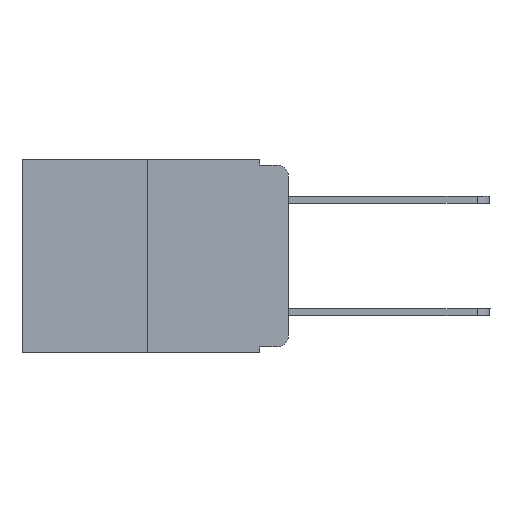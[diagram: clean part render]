
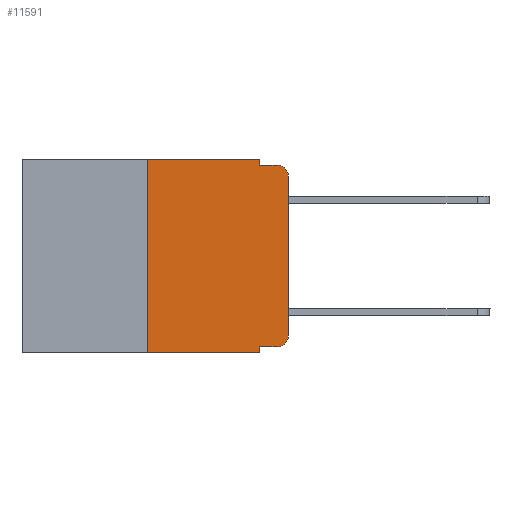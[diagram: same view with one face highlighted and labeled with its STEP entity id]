
A CAD part, left-side view. The second image highlights one B-rep face of the part: STEP entity #11591.
In plain terms, the highlighted planar face has unit normal (-1, 0, 0).
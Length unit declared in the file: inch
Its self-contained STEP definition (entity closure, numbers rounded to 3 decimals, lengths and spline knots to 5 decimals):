
#18 = CARTESIAN_POINT ( 'NONE',  ( 0., 0.051, 0. ) ) ;
#80 = CARTESIAN_POINT ( 'NONE',  ( 0., 0.051, -0.343 ) ) ;
#271 = CARTESIAN_POINT ( 'NONE',  ( 0., 0.051, 0. ) ) ;
#644 = ORIENTED_EDGE ( 'NONE', *, *, #5133, .F. ) ;
#646 = AXIS2_PLACEMENT_3D ( 'NONE', #683, #4714, #7228 ) ;
#683 = CARTESIAN_POINT ( 'NONE',  ( 0., 0.473, 0. ) ) ;
#770 = CARTESIAN_POINT ( 'NONE',  ( 0., 0., -0.03 ) ) ;
#795 = CARTESIAN_POINT ( 'NONE',  ( 0., 0.051, -0.333 ) ) ;
#1030 = CARTESIAN_POINT ( 'NONE',  ( 0., 0.473, -0.343 ) ) ;
#1114 = DIRECTION ( 'NONE',  ( -1., 0., 0. ) ) ;
#1184 = CARTESIAN_POINT ( 'NONE',  ( 0., 0.25, 0. ) ) ;
#1186 = DIRECTION ( 'NONE',  ( 0., 0., -1. ) ) ;
#1225 = DIRECTION ( 'NONE',  ( 0., 0., -1. ) ) ;
#1291 = EDGE_CURVE ( 'NONE', #16727, #7027, #4097, .T. ) ;
#1557 = CARTESIAN_POINT ( 'NONE',  ( 0., 0.02, -0.03 ) ) ;
#1597 = DIRECTION ( 'NONE',  ( 0., 0., -1. ) ) ;
#1797 = CARTESIAN_POINT ( 'NONE',  ( 0., 0.051, -0.01 ) ) ;
#2194 = EDGE_LOOP ( 'NONE', ( #8670, #7762, #644, #7194, #12455, #7652, #6709, #9719, #9893, #2381 ) ) ;
#2381 = ORIENTED_EDGE ( 'NONE', *, *, #9603, .T. ) ;
#2810 = AXIS2_PLACEMENT_3D ( 'NONE', #1557, #8088, #6776 ) ;
#3305 = EDGE_CURVE ( 'NONE', #11197, #4557, #7898, .T. ) ;
#3394 = EDGE_CURVE ( 'NONE', #3938, #6513, #13430, .T. ) ;
#3938 = VERTEX_POINT ( 'NONE', #14555 ) ;
#4097 = CIRCLE ( 'NONE', #2810, 0.02 ) ;
#4238 = CARTESIAN_POINT ( 'NONE',  ( 0., 0.051, -0.333 ) ) ;
#4353 = VECTOR ( 'NONE', #4809, 39.37008 ) ;
#4432 = EDGE_CURVE ( 'NONE', #6513, #7177, #16289, .T. ) ;
#4557 = VERTEX_POINT ( 'NONE', #14350 ) ;
#4714 = DIRECTION ( 'NONE',  ( 1., 0., 0. ) ) ;
#4790 = CARTESIAN_POINT ( 'NONE',  ( 0., 0.25, 0. ) ) ;
#4809 = DIRECTION ( 'NONE',  ( 0., -1., 0. ) ) ;
#4962 = DIRECTION ( 'NONE',  ( 0., -1., 0. ) ) ;
#5133 = EDGE_CURVE ( 'NONE', #13467, #7027, #11909, .T. ) ;
#5178 = VECTOR ( 'NONE', #7937, 39.37008 ) ;
#6036 = VECTOR ( 'NONE', #8623, 39.37008 ) ;
#6082 = FACE_OUTER_BOUND ( 'NONE', #2194, .T. ) ;
#6204 = LINE ( 'NONE', #1030, #4353 ) ;
#6513 = VERTEX_POINT ( 'NONE', #1184 ) ;
#6549 = VERTEX_POINT ( 'NONE', #80 ) ;
#6709 = ORIENTED_EDGE ( 'NONE', *, *, #7850, .T. ) ;
#6776 = DIRECTION ( 'NONE',  ( 0., 0., -1. ) ) ;
#6851 = DIRECTION ( 'NONE',  ( 0., -1., 0. ) ) ;
#6891 = VECTOR ( 'NONE', #8565, 39.37008 ) ;
#6956 = CARTESIAN_POINT ( 'NONE',  ( 0., 0., -0.313 ) ) ;
#7027 = VERTEX_POINT ( 'NONE', #7742 ) ;
#7088 = LINE ( 'NONE', #16522, #6891 ) ;
#7177 = VERTEX_POINT ( 'NONE', #11952 ) ;
#7194 = ORIENTED_EDGE ( 'NONE', *, *, #17000, .F. ) ;
#7228 = DIRECTION ( 'NONE',  ( 0., 0., -1. ) ) ;
#7532 = LINE ( 'NONE', #271, #14712 ) ;
#7652 = ORIENTED_EDGE ( 'NONE', *, *, #3394, .F. ) ;
#7742 = CARTESIAN_POINT ( 'NONE',  ( 0., 0.02, -0.01 ) ) ;
#7762 = ORIENTED_EDGE ( 'NONE', *, *, #1291, .T. ) ;
#7850 = EDGE_CURVE ( 'NONE', #3938, #6549, #6204, .T. ) ;
#7898 = LINE ( 'NONE', #4238, #10936 ) ;
#7937 = DIRECTION ( 'NONE',  ( 0., -1., 0. ) ) ;
#7945 = VERTEX_POINT ( 'NONE', #6956 ) ;
#8088 = DIRECTION ( 'NONE',  ( -1., 0., 0. ) ) ;
#8438 = VECTOR ( 'NONE', #4962, 39.37008 ) ;
#8565 = DIRECTION ( 'NONE',  ( 0., 0., 1. ) ) ;
#8571 = CIRCLE ( 'NONE', #9423, 0.02 ) ;
#8623 = DIRECTION ( 'NONE',  ( 0., 0., 1. ) ) ;
#8670 = ORIENTED_EDGE ( 'NONE', *, *, #11995, .T. ) ;
#9238 = CARTESIAN_POINT ( 'NONE',  ( 0., 0.473, 0. ) ) ;
#9423 = AXIS2_PLACEMENT_3D ( 'NONE', #12725, #1114, #1225 ) ;
#9603 = EDGE_CURVE ( 'NONE', #4557, #7945, #8571, .T. ) ;
#9719 = ORIENTED_EDGE ( 'NONE', *, *, #10549, .F. ) ;
#9893 = ORIENTED_EDGE ( 'NONE', *, *, #3305, .T. ) ;
#9985 = CARTESIAN_POINT ( 'NONE',  ( 0., 0.051, -0.01 ) ) ;
#10549 = EDGE_CURVE ( 'NONE', #11197, #6549, #7532, .T. ) ;
#10936 = VECTOR ( 'NONE', #6851, 39.37008 ) ;
#11197 = VERTEX_POINT ( 'NONE', #795 ) ;
#11591 = ADVANCED_FACE ( 'NONE', ( #6082 ), #16165, .F. ) ;
#11754 = LINE ( 'NONE', #18, #14448 ) ;
#11909 = LINE ( 'NONE', #9985, #8438 ) ;
#11952 = CARTESIAN_POINT ( 'NONE',  ( 0., 0.051, 0. ) ) ;
#11995 = EDGE_CURVE ( 'NONE', #7945, #16727, #7088, .T. ) ;
#12455 = ORIENTED_EDGE ( 'NONE', *, *, #4432, .F. ) ;
#12725 = CARTESIAN_POINT ( 'NONE',  ( 0., 0.02, -0.313 ) ) ;
#13430 = LINE ( 'NONE', #4790, #6036 ) ;
#13467 = VERTEX_POINT ( 'NONE', #1797 ) ;
#14350 = CARTESIAN_POINT ( 'NONE',  ( 0., 0.02, -0.333 ) ) ;
#14448 = VECTOR ( 'NONE', #1186, 39.37008 ) ;
#14555 = CARTESIAN_POINT ( 'NONE',  ( 0., 0.25, -0.343 ) ) ;
#14712 = VECTOR ( 'NONE', #1597, 39.37008 ) ;
#16165 = PLANE ( 'NONE',  #646 ) ;
#16289 = LINE ( 'NONE', #9238, #5178 ) ;
#16522 = CARTESIAN_POINT ( 'NONE',  ( 0., 0., 0. ) ) ;
#16727 = VERTEX_POINT ( 'NONE', #770 ) ;
#17000 = EDGE_CURVE ( 'NONE', #7177, #13467, #11754, .T. ) ;
